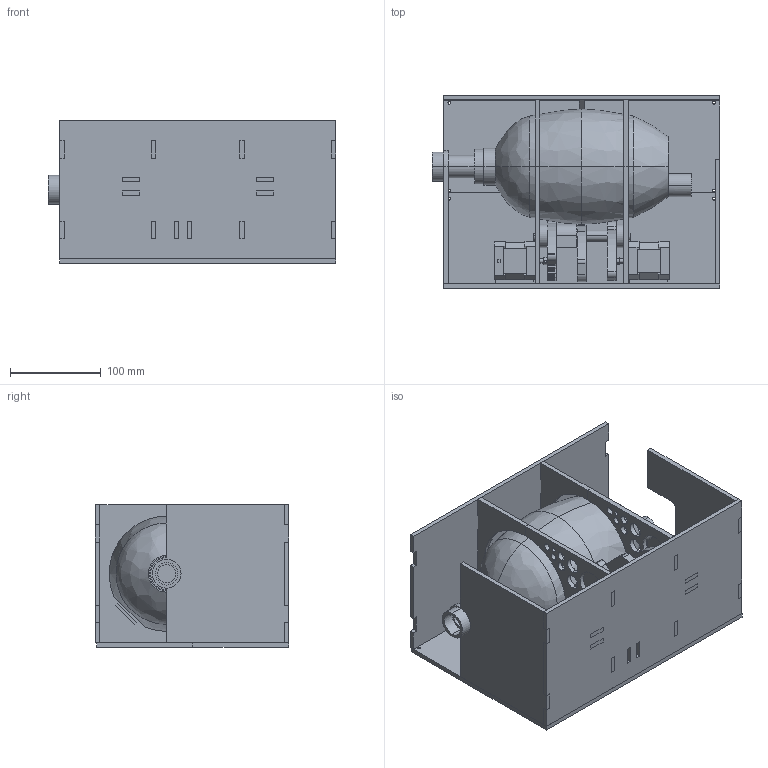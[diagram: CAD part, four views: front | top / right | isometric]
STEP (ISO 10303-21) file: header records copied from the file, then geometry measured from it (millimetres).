
FILE_DESCRIPTION (( 'STEP AP203' ), '1' );
FILE_NAME ('Mecanismo.STEP', '2020-04-20T16:37:00', ( '' ), ( '' ), 'SwSTEP 2.0', 'SolidWorks 2017', '' );
FILE_SCHEMA (( 'CONFIG_CONTROL_DESIGN' ));
Length unit declared in the file: millimetre
Products named in the file (32): rib_bot_delta_Carcasa optimizada; rib_top; end_mask; Mecanismo; leva_96_2_8,5mm; _608_PART3_6; Tapa motor; flecha; espaciador2_1; side_bot; Buje_2_rod; _608_PART1_2; end_bag; Eje_2_23.52; Tapa; mask_connect; rib_top_central_5mm; laerdal; 608; Base motor; Buje_V4; rotor; base; cam_rib_2_1; Nema 17; Soporte_motor; side_bot_back - superior; piñon_15.step; _608_PART2_4_1; leva_96_8,5mm; viga superior; Eje_1_23.52
Assembly tree (48 placements, depth 3):
  Mecanismo
    laerdal
    mask_connect
    Nema 17  x2
      flecha
      rotor
      Tapa motor
      Base motor
    viga superior
    base
    Soporte_motor  x4
    rib_bot_delta_Carcasa optimizada  x2
    rib_top  x2
    rib_top_central_5mm
    Buje_V4  x2
    leva_96_8,5mm
    608  x4
      _608_PART1_2
      _608_PART2_4_1
      _608_PART3_6
    Eje_2_23.52
    Buje_2_rod
    cam_rib_2_1
    leva_96_2_8,5mm
    Eje_1_23.52
    espaciador2_1
    piñon_15.step  x2
    side_bot
    side_bot_back - superior
    Tapa
    end_mask
    end_bag
Bounding box: 317.5 x 213.2 x 157.4 mm (x, y, z)
Volume: 3263900.9 mm3; surface area: 694098.5 mm2
Topology: 74 solids, 74 shells, 1410 faces, 3815 edges, 2473 vertices
Faces by surface type: cylinder 659, plane 587, bspline 164
Entity records: 34968 total; most frequent: CARTESIAN_POINT 6940, DIRECTION 5299, ORIENTED_EDGE 4944, EDGE_CURVE 2472, AXIS2_PLACEMENT_3D 1956, VERTEX_POINT 1638, VECTOR 1387, LINE 1387
